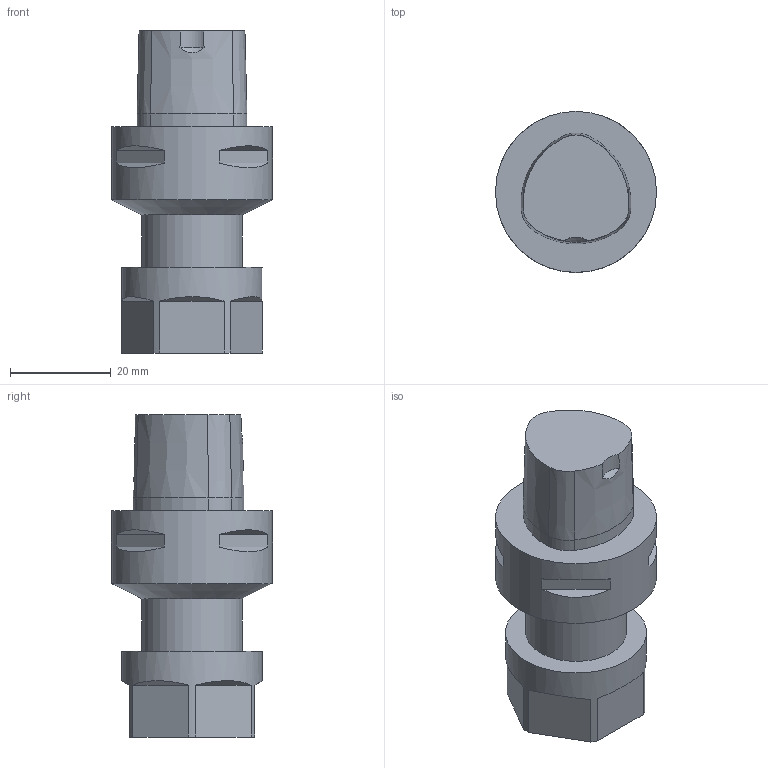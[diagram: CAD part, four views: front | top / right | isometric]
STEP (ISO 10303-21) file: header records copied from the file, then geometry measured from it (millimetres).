
FILE_DESCRIPTION(/* description */ (''),/* implementation_level */ '2;1');
FILE_NAME(/* name */ '1493026451499.stp',/* time_stamp */ '2017-04-24T11:34:14+02:00',/* author */ (''),/* organization */ ('SMS'),/* preprocessor_version */ 'ST-DEVELOPER v15',/* originating_system */ 'SIEMENS PLM Software NX 8.5',/* authorisation */ '');
FILE_SCHEMA (('AUTOMOTIVE_DESIGN { 1 0 10303 214 3 1 1 1 }'));
Length unit declared in the file: millimetre
Products named in the file (1): C3-391.14-16045-636200809488811010-1
Bounding box: 32 x 32 x 64 mm (x, y, z)
Volume: 31138.3 mm3; surface area: 7826.3 mm2
Topology: 1 solids, 1 shells, 48 faces, 110 edges, 74 vertices
Faces by surface type: plane 29, cylinder 11, cone 8
Full cylindrical faces by diameter (mm): 10 x1, 20 x1, 28 x1, 32 x1
Entity records: 1416 total; most frequent: DIRECTION 254, CARTESIAN_POINT 249, ORIENTED_EDGE 206, EDGE_CURVE 103, AXIS2_PLACEMENT_3D 101, VERTEX_POINT 69, EDGE_LOOP 60, LINE 52
